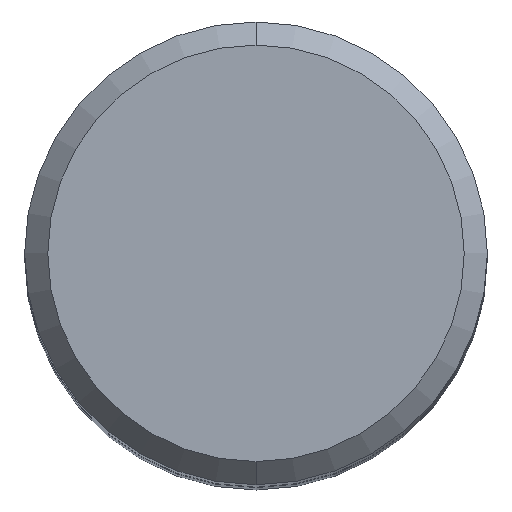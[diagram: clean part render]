
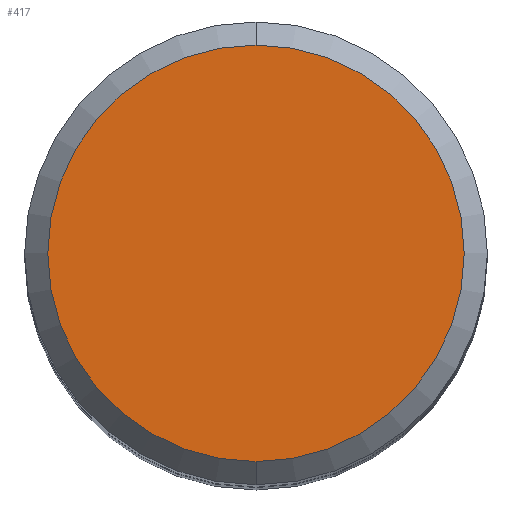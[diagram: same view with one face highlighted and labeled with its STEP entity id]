
A CAD part, top view. The second image highlights one B-rep face of the part: STEP entity #417.
In plain terms, the highlighted planar face has unit normal (0, 0, 1).
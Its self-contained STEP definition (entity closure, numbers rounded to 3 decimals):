
#249=EDGE_CURVE('',#261,#375,#553,.T.);
#261=VERTEX_POINT('',#566);
#325=EDGE_CURVE('',#375,#261,#635,.T.);
#375=VERTEX_POINT('',#694);
#417=ADVANCED_FACE('',(#740),#741,.T.);
#553=CIRCLE('',#995,9.0);
#566=CARTESIAN_POINT('',(0.0,9.0,0.0));
#635=CIRCLE('',#1236,9.0);
#694=CARTESIAN_POINT('',(0.,-9.0,0.0));
#740=FACE_OUTER_BOUND('',#1483,.T.);
#741=PLANE('',#1484);
#995=AXIS2_PLACEMENT_3D('',#1654,#1655,#1656);
#1236=AXIS2_PLACEMENT_3D('',#1730,#1731,#1732);
#1483=EDGE_LOOP('',(#1876,#1877));
#1484=AXIS2_PLACEMENT_3D('',#1878,#1879,#1880);
#1654=CARTESIAN_POINT('',(0.0,0.0,0.0));
#1655=DIRECTION('',(0.0,0.0,-1.0));
#1656=DIRECTION('',(0.0,1.0,0.0));
#1730=CARTESIAN_POINT('',(0.0,0.0,0.0));
#1731=DIRECTION('',(0.0,0.0,-1.0));
#1732=DIRECTION('',(0.0,1.0,0.0));
#1876=ORIENTED_EDGE('',*,*,#249,.F.);
#1877=ORIENTED_EDGE('',*,*,#325,.F.);
#1878=CARTESIAN_POINT('',(0.0,4.5,0.0));
#1879=DIRECTION('',(-0.0,0.0,1.0));
#1880=DIRECTION('',(0.0,-1.0,0.0));
